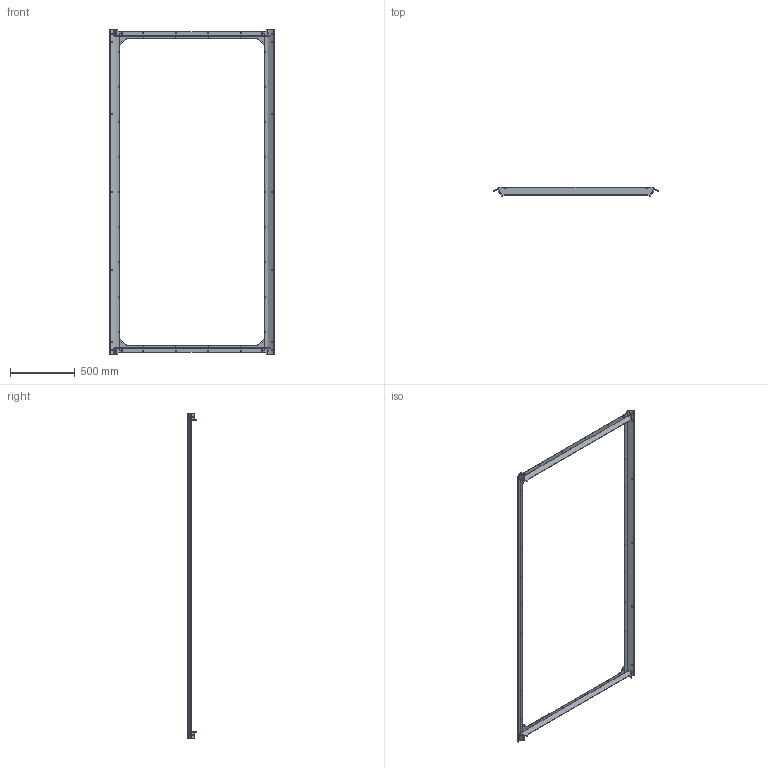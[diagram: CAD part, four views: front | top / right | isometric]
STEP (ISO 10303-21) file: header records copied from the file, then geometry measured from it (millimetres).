
FILE_DESCRIPTION (( 'STEP AP203' ), '1' );
FILE_NAME ('CV03-F20_REV_A.step', '2025-08-17T05:10:17', ( '' ), ( '' ), 'SwSTEP 2.0', 'SolidWorks 2024', '' );
FILE_SCHEMA (( 'CONFIG_CONTROL_DESIGN' ));
Length unit declared in the file: millimetre
Products named in the file (7): CV03-C-06; CV03-F15; CV03-C-07; CV03-F16; CV03-C-01; weldnut_WELDNUT-M8; CV03-F20_REV_A
Assembly tree (10 placements, depth 3):
  CV03-F20_REV_A
    CV03-F16  x2
      CV03-C-06
    CV03-C-07  x2
    CV03-F15  x2
      CV03-C-01
      weldnut_WELDNUT-M8
Bounding box: 1264.98 x 68.45 x 2503 mm (x, y, z)
Volume: 2000474.9 mm3; surface area: 1401002.9 mm2
Topology: 10 solids, 10 shells, 586 faces, 1602 edges, 1040 vertices
Faces by surface type: plane 328, cylinder 230, cone 28
Entity records: 9533 total; most frequent: CARTESIAN_POINT 1566, DIRECTION 1506, ORIENTED_EDGE 1470, EDGE_CURVE 735, AXIS2_PLACEMENT_3D 503, LINE 500, VECTOR 500, VERTEX_POINT 479
